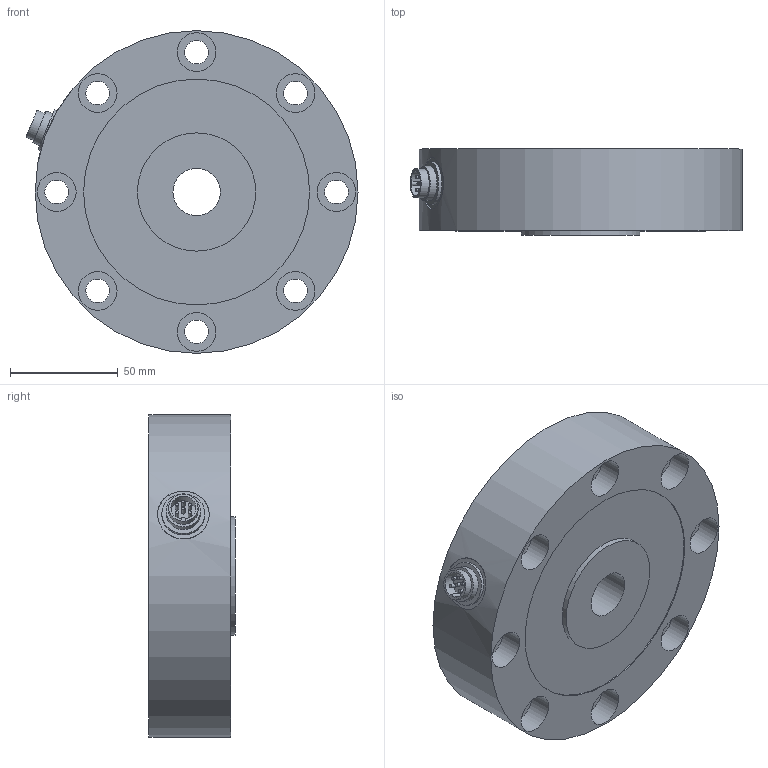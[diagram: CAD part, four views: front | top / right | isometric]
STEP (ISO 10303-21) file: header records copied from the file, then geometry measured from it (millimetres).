
FILE_DESCRIPTION( ( 'Unknown' ), '1' );
FILE_NAME( 'K11-20-50kN.stp', 'Unknown', ( 'Unknown' ), ( 'Unknown' ), 'PSStep 17.0.49', 'Unknown', ' ' );
FILE_SCHEMA( ( 'AUTOMOTIVE_DESIGN { 1 0 10303 214 1 1 1 1 }' ) );
Length unit declared in the file: millimetre
Products named in the file (3): Assem1; 1440-001_doc-00019736; 10000-100_doc-00013157
Assembly tree (2 placements, depth 2):
  Assem1
    1440-001_doc-00019736
    10000-100_doc-00013157
Bounding box: 154.28 x 40 x 150 mm (x, y, z)
Volume: 588717.6 mm3; surface area: 69827.9 mm2
Topology: 2 solids, 2 shells, 64 faces, 115 edges, 79 vertices
Faces by surface type: cylinder 36, plane 28
Full cylindrical faces by diameter (mm): 1.5 x6, 11 x8, 13.6 x1, 15 x1, 16 x1, 18 x9, 20 x1, 22 x1, 24 x1, 55 x2, 105 x2, 150 x1
Entity records: 2067 total; most frequent: CARTESIAN_POINT 307, DIRECTION 278, ORIENTED_EDGE 148, EDGE_LOOP 140, AXIS2_PLACEMENT_3D 138, FACE_OUTER_BOUND 98, EDGE_CURVE 74, VERTEX_POINT 72
